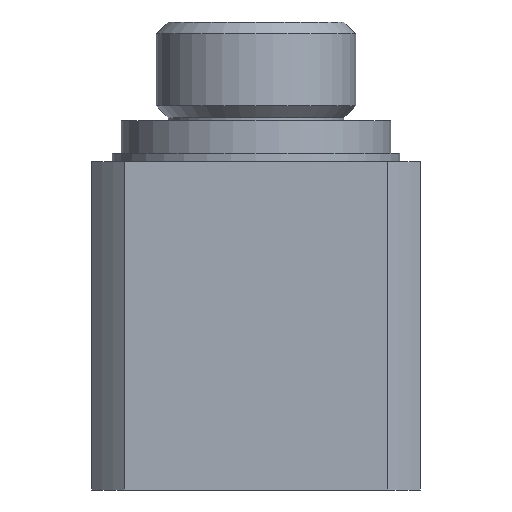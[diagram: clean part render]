
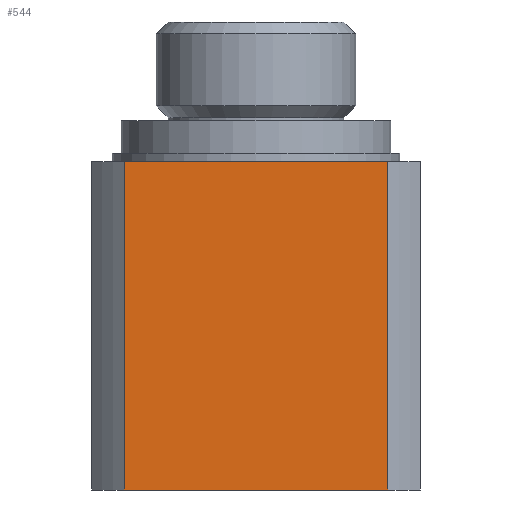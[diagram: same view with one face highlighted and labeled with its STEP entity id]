
A CAD part, front view. The second image highlights one B-rep face of the part: STEP entity #544.
In plain terms, the highlighted planar face has unit normal (0, -1, 0).
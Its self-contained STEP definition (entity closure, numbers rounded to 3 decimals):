
#29=LINE('',#778,#45);
#31=LINE('',#785,#47);
#36=LINE('',#802,#52);
#37=LINE('',#803,#53);
#45=VECTOR('',#645,1000.);
#47=VECTOR('',#651,1000.);
#52=VECTOR('',#668,1000.);
#53=VECTOR('',#669,1000.);
#61=PLANE('',#587);
#94=ORIENTED_EDGE('',*,*,#167,.T.);
#95=ORIENTED_EDGE('',*,*,#176,.T.);
#96=ORIENTED_EDGE('',*,*,#164,.F.);
#97=ORIENTED_EDGE('',*,*,#177,.T.);
#164=EDGE_CURVE('',#206,#199,#29,.T.);
#167=EDGE_CURVE('',#210,#209,#31,.T.);
#176=EDGE_CURVE('',#209,#199,#36,.F.);
#177=EDGE_CURVE('',#206,#210,#37,.T.);
#199=VERTEX_POINT('',#764);
#206=VERTEX_POINT('',#777);
#209=VERTEX_POINT('',#784);
#210=VERTEX_POINT('',#786);
#262=EDGE_LOOP('',(#94,#95,#96,#97));
#308=FACE_BOUND('',#262,.T.);
#544=ADVANCED_FACE('',(#308),#61,.F.);
#587=AXIS2_PLACEMENT_3D('',#801,#666,#667);
#645=DIRECTION('',(1.,0.,0.));
#651=DIRECTION('',(1.,0.,0.));
#666=DIRECTION('',(0.,1.,0.));
#667=DIRECTION('',(0.,0.,1.));
#668=DIRECTION('',(0.,0.,-1.));
#669=DIRECTION('',(0.,0.,-1.));
#764=CARTESIAN_POINT('',(6.408,-8.,8.));
#777=CARTESIAN_POINT('',(-6.408,-8.,8.));
#778=CARTESIAN_POINT('',(-8.,-8.,8.));
#784=CARTESIAN_POINT('',(6.408,-8.,-8.));
#785=CARTESIAN_POINT('',(-8.,-8.,-8.));
#786=CARTESIAN_POINT('',(-6.408,-8.,-8.));
#801=CARTESIAN_POINT('',(-8.,-8.,8.));
#802=CARTESIAN_POINT('',(6.408,-8.,8.));
#803=CARTESIAN_POINT('',(-6.408,-8.,8.));
